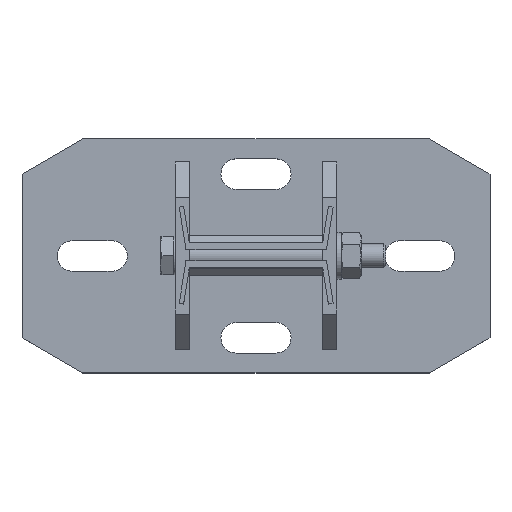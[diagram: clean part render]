
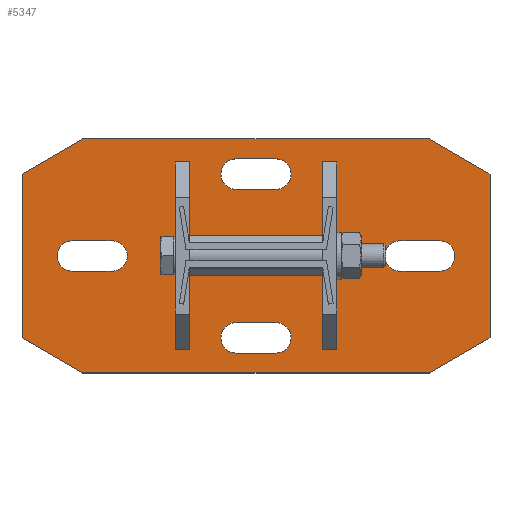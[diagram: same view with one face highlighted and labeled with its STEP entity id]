
A CAD part, top view. The second image highlights one B-rep face of the part: STEP entity #5347.
In plain terms, the highlighted planar face has unit normal (0, 0, 1).
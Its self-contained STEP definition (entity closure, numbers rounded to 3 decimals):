
#4762=DIRECTION('',(0.,1.,0.));
#4763=VECTOR('',#4762,70.);
#4764=CARTESIAN_POINT('',(-100.,-35.,0.));
#4765=LINE('',#4764,#4763);
#4770=DIRECTION('',(-0.866,0.5,0.));
#4771=VECTOR('',#4770,30.);
#4772=CARTESIAN_POINT('',(100.,35.,0.));
#4773=LINE('',#4772,#4771);
#4774=DIRECTION('',(0.866,0.5,0.));
#4775=VECTOR('',#4774,30.);
#4776=CARTESIAN_POINT('',(74.019,-50.,0.));
#4777=LINE('',#4776,#4775);
#4778=DIRECTION('',(0.866,-0.5,0.));
#4779=VECTOR('',#4778,30.);
#4780=CARTESIAN_POINT('',(-100.,-35.,0.));
#4781=LINE('',#4780,#4779);
#4782=DIRECTION('',(-0.866,-0.5,0.));
#4783=VECTOR('',#4782,30.);
#4784=CARTESIAN_POINT('',(-74.019,50.,0.));
#4785=LINE('',#4784,#4783);
#4786=DIRECTION('',(-1.,0.,0.));
#4787=VECTOR('',#4786,17.);
#4788=CARTESIAN_POINT('',(78.5,-6.5,0.));
#4789=LINE('',#4788,#4787);
#4790=CARTESIAN_POINT('',(78.5,0.,0.));
#4791=DIRECTION('',(0.,0.,-1.));
#4792=DIRECTION('',(1.,0.,0.));
#4793=AXIS2_PLACEMENT_3D('',#4790,#4791,#4792);
#4795=CARTESIAN_POINT('',(78.5,0.,0.));
#4796=DIRECTION('',(0.,0.,-1.));
#4797=DIRECTION('',(0.,1.,0.));
#4798=AXIS2_PLACEMENT_3D('',#4795,#4796,#4797);
#4800=DIRECTION('',(1.,0.,0.));
#4801=VECTOR('',#4800,17.);
#4802=CARTESIAN_POINT('',(61.5,6.5,0.));
#4803=LINE('',#4802,#4801);
#4804=CARTESIAN_POINT('',(61.5,0.,0.));
#4805=DIRECTION('',(0.,0.,-1.));
#4806=DIRECTION('',(0.,-1.,0.));
#4807=AXIS2_PLACEMENT_3D('',#4804,#4805,#4806);
#4809=DIRECTION('',(1.,0.,0.));
#4810=VECTOR('',#4809,17.);
#4811=CARTESIAN_POINT('',(-78.5,6.5,0.));
#4812=LINE('',#4811,#4810);
#4813=CARTESIAN_POINT('',(-78.5,0.,0.));
#4814=DIRECTION('',(0.,0.,-1.));
#4815=DIRECTION('',(-1.,0.,0.));
#4816=AXIS2_PLACEMENT_3D('',#4813,#4814,#4815);
#4818=CARTESIAN_POINT('',(-78.5,0.,0.));
#4819=DIRECTION('',(0.,0.,-1.));
#4820=DIRECTION('',(0.,-1.,0.));
#4821=AXIS2_PLACEMENT_3D('',#4818,#4819,#4820);
#4823=DIRECTION('',(-1.,0.,0.));
#4824=VECTOR('',#4823,17.);
#4825=CARTESIAN_POINT('',(-61.5,-6.5,0.));
#4826=LINE('',#4825,#4824);
#4827=CARTESIAN_POINT('',(-61.5,0.,0.));
#4828=DIRECTION('',(0.,0.,-1.));
#4829=DIRECTION('',(1.,0.,0.));
#4830=AXIS2_PLACEMENT_3D('',#4827,#4828,#4829);
#4832=CARTESIAN_POINT('',(-61.5,0.,0.));
#4833=DIRECTION('',(0.,0.,-1.));
#4834=DIRECTION('',(0.,1.,0.));
#4835=AXIS2_PLACEMENT_3D('',#4832,#4833,#4834);
#4837=DIRECTION('',(-1.,0.,0.));
#4838=VECTOR('',#4837,17.);
#4839=CARTESIAN_POINT('',(8.5,-41.5,0.));
#4840=LINE('',#4839,#4838);
#4841=CARTESIAN_POINT('',(8.5,-35.,0.));
#4842=DIRECTION('',(0.,0.,-1.));
#4843=DIRECTION('',(1.,0.,0.));
#4844=AXIS2_PLACEMENT_3D('',#4841,#4842,#4843);
#4846=CARTESIAN_POINT('',(8.5,-35.,0.));
#4847=DIRECTION('',(0.,0.,-1.));
#4848=DIRECTION('',(0.,1.,0.));
#4849=AXIS2_PLACEMENT_3D('',#4846,#4847,#4848);
#4851=DIRECTION('',(1.,0.,0.));
#4852=VECTOR('',#4851,17.);
#4853=CARTESIAN_POINT('',(-8.5,-28.5,0.));
#4854=LINE('',#4853,#4852);
#4855=CARTESIAN_POINT('',(-8.5,-35.,0.));
#4856=DIRECTION('',(0.,0.,-1.));
#4857=DIRECTION('',(-1.,0.,0.));
#4858=AXIS2_PLACEMENT_3D('',#4855,#4856,#4857);
#4860=CARTESIAN_POINT('',(-8.5,-35.,0.));
#4861=DIRECTION('',(0.,0.,-1.));
#4862=DIRECTION('',(0.,-1.,0.));
#4863=AXIS2_PLACEMENT_3D('',#4860,#4861,#4862);
#4865=DIRECTION('',(-1.,0.,0.));
#4866=VECTOR('',#4865,17.);
#4867=CARTESIAN_POINT('',(8.5,28.5,0.));
#4868=LINE('',#4867,#4866);
#4869=CARTESIAN_POINT('',(8.5,35.,0.));
#4870=DIRECTION('',(0.,0.,-1.));
#4871=DIRECTION('',(1.,0.,0.));
#4872=AXIS2_PLACEMENT_3D('',#4869,#4870,#4871);
#4874=CARTESIAN_POINT('',(8.5,35.,0.));
#4875=DIRECTION('',(0.,0.,-1.));
#4876=DIRECTION('',(0.,1.,0.));
#4877=AXIS2_PLACEMENT_3D('',#4874,#4875,#4876);
#4879=DIRECTION('',(1.,0.,0.));
#4880=VECTOR('',#4879,17.);
#4881=CARTESIAN_POINT('',(-8.5,41.5,0.));
#4882=LINE('',#4881,#4880);
#4883=CARTESIAN_POINT('',(-8.5,35.,0.));
#4884=DIRECTION('',(0.,0.,-1.));
#4885=DIRECTION('',(-1.,0.,0.));
#4886=AXIS2_PLACEMENT_3D('',#4883,#4884,#4885);
#4888=CARTESIAN_POINT('',(-8.5,35.,0.));
#4889=DIRECTION('',(0.,0.,-1.));
#4890=DIRECTION('',(0.,-1.,0.));
#4891=AXIS2_PLACEMENT_3D('',#4888,#4889,#4890);
#4893=DIRECTION('',(1.,0.,0.));
#4894=VECTOR('',#4893,148.038);
#4895=CARTESIAN_POINT('',(-74.019,50.,0.));
#4896=LINE('',#4895,#4894);
#5001=DIRECTION('',(-1.,0.,0.));
#5002=VECTOR('',#5001,148.038);
#5003=CARTESIAN_POINT('',(74.019,-50.,0.));
#5004=LINE('',#5003,#5002);
#5013=DIRECTION('',(0.,-1.,0.));
#5014=VECTOR('',#5013,70.);
#5015=CARTESIAN_POINT('',(100.,35.,0.));
#5016=LINE('',#5015,#5014);
#5171=CARTESIAN_POINT('',(78.5,-6.5,0.));
#5172=CARTESIAN_POINT('',(61.5,-6.5,0.));
#5173=VERTEX_POINT('',#5171);
#5174=VERTEX_POINT('',#5172);
#5175=CARTESIAN_POINT('',(61.5,6.5,0.));
#5176=VERTEX_POINT('',#5175);
#5177=CARTESIAN_POINT('',(78.5,6.5,0.));
#5178=VERTEX_POINT('',#5177);
#5179=CARTESIAN_POINT('',(85.,0.,0.));
#5180=VERTEX_POINT('',#5179);
#5181=CARTESIAN_POINT('',(-78.5,6.5,0.));
#5182=CARTESIAN_POINT('',(-61.5,6.5,0.));
#5183=VERTEX_POINT('',#5181);
#5184=VERTEX_POINT('',#5182);
#5185=CARTESIAN_POINT('',(-55.,0.,0.));
#5186=CARTESIAN_POINT('',(-61.5,-6.5,0.));
#5187=VERTEX_POINT('',#5185);
#5188=VERTEX_POINT('',#5186);
#5189=CARTESIAN_POINT('',(-78.5,-6.5,0.));
#5190=VERTEX_POINT('',#5189);
#5191=CARTESIAN_POINT('',(-85.,0.,0.));
#5192=VERTEX_POINT('',#5191);
#5193=CARTESIAN_POINT('',(8.5,-41.5,0.));
#5194=CARTESIAN_POINT('',(-8.5,-41.5,0.));
#5195=VERTEX_POINT('',#5193);
#5196=VERTEX_POINT('',#5194);
#5197=CARTESIAN_POINT('',(-15.,-35.,0.));
#5198=CARTESIAN_POINT('',(-8.5,-28.5,0.));
#5199=VERTEX_POINT('',#5197);
#5200=VERTEX_POINT('',#5198);
#5201=CARTESIAN_POINT('',(8.5,-28.5,0.));
#5202=VERTEX_POINT('',#5201);
#5203=CARTESIAN_POINT('',(15.,-35.,0.));
#5204=VERTEX_POINT('',#5203);
#5205=CARTESIAN_POINT('',(8.5,28.5,0.));
#5206=CARTESIAN_POINT('',(-8.5,28.5,0.));
#5207=VERTEX_POINT('',#5205);
#5208=VERTEX_POINT('',#5206);
#5209=CARTESIAN_POINT('',(-15.,35.,0.));
#5210=CARTESIAN_POINT('',(-8.5,41.5,0.));
#5211=VERTEX_POINT('',#5209);
#5212=VERTEX_POINT('',#5210);
#5213=CARTESIAN_POINT('',(8.5,41.5,0.));
#5214=VERTEX_POINT('',#5213);
#5215=CARTESIAN_POINT('',(15.,35.,0.));
#5216=VERTEX_POINT('',#5215);
#5223=CARTESIAN_POINT('',(-74.019,50.,0.));
#5224=CARTESIAN_POINT('',(74.019,50.,0.));
#5225=VERTEX_POINT('',#5223);
#5226=VERTEX_POINT('',#5224);
#5231=CARTESIAN_POINT('',(100.,35.,0.));
#5232=VERTEX_POINT('',#5231);
#5235=CARTESIAN_POINT('',(100.,-35.,0.));
#5236=VERTEX_POINT('',#5235);
#5239=CARTESIAN_POINT('',(74.019,-50.,0.));
#5240=VERTEX_POINT('',#5239);
#5243=CARTESIAN_POINT('',(-74.019,-50.,0.));
#5244=VERTEX_POINT('',#5243);
#5247=CARTESIAN_POINT('',(-100.,-35.,0.));
#5248=VERTEX_POINT('',#5247);
#5251=CARTESIAN_POINT('',(-100.,35.,0.));
#5252=VERTEX_POINT('',#5251);
#5271=CARTESIAN_POINT('',(100.,50.,0.));
#5272=DIRECTION('',(0.,0.,-1.));
#5273=DIRECTION('',(-1.,0.,0.));
#5274=AXIS2_PLACEMENT_3D('',#5271,#5272,#5273);
#5275=PLANE('',#5274);
#5277=ORIENTED_EDGE('',*,*,#5276,.T.);
#5279=ORIENTED_EDGE('',*,*,#5278,.F.);
#5281=ORIENTED_EDGE('',*,*,#5280,.T.);
#5283=ORIENTED_EDGE('',*,*,#5282,.F.);
#5285=ORIENTED_EDGE('',*,*,#5284,.T.);
#5287=ORIENTED_EDGE('',*,*,#5286,.F.);
#5288=ORIENTED_EDGE('',*,*,#5260,.T.);
#5290=ORIENTED_EDGE('',*,*,#5289,.F.);
#5291=EDGE_LOOP('',(#5277,#5279,#5281,#5283,#5285,#5287,#5288,#5290));
#5292=FACE_OUTER_BOUND('',#5291,.F.);
#5294=ORIENTED_EDGE('',*,*,#5293,.F.);
#5296=ORIENTED_EDGE('',*,*,#5295,.F.);
#5298=ORIENTED_EDGE('',*,*,#5297,.F.);
#5300=ORIENTED_EDGE('',*,*,#5299,.F.);
#5302=ORIENTED_EDGE('',*,*,#5301,.F.);
#5303=EDGE_LOOP('',(#5294,#5296,#5298,#5300,#5302));
#5304=FACE_BOUND('',#5303,.F.);
#5306=ORIENTED_EDGE('',*,*,#5305,.F.);
#5308=ORIENTED_EDGE('',*,*,#5307,.F.);
#5310=ORIENTED_EDGE('',*,*,#5309,.F.);
#5312=ORIENTED_EDGE('',*,*,#5311,.F.);
#5314=ORIENTED_EDGE('',*,*,#5313,.F.);
#5316=ORIENTED_EDGE('',*,*,#5315,.F.);
#5317=EDGE_LOOP('',(#5306,#5308,#5310,#5312,#5314,#5316));
#5318=FACE_BOUND('',#5317,.F.);
#5320=ORIENTED_EDGE('',*,*,#5319,.F.);
#5322=ORIENTED_EDGE('',*,*,#5321,.F.);
#5324=ORIENTED_EDGE('',*,*,#5323,.F.);
#5326=ORIENTED_EDGE('',*,*,#5325,.F.);
#5328=ORIENTED_EDGE('',*,*,#5327,.F.);
#5330=ORIENTED_EDGE('',*,*,#5329,.F.);
#5331=EDGE_LOOP('',(#5320,#5322,#5324,#5326,#5328,#5330));
#5332=FACE_BOUND('',#5331,.F.);
#5334=ORIENTED_EDGE('',*,*,#5333,.F.);
#5336=ORIENTED_EDGE('',*,*,#5335,.F.);
#5338=ORIENTED_EDGE('',*,*,#5337,.F.);
#5340=ORIENTED_EDGE('',*,*,#5339,.F.);
#5342=ORIENTED_EDGE('',*,*,#5341,.F.);
#5344=ORIENTED_EDGE('',*,*,#5343,.F.);
#5345=EDGE_LOOP('',(#5334,#5336,#5338,#5340,#5342,#5344));
#5346=FACE_BOUND('',#5345,.F.);
#5347=ADVANCED_FACE('',(#5292,#5304,#5318,#5332,#5346),#5275,.F.);
#4794=CIRCLE('',#4793,6.5);
#4799=CIRCLE('',#4798,6.5);
#4808=CIRCLE('',#4807,6.5);
#4817=CIRCLE('',#4816,6.5);
#4822=CIRCLE('',#4821,6.5);
#4831=CIRCLE('',#4830,6.5);
#4836=CIRCLE('',#4835,6.5);
#4845=CIRCLE('',#4844,6.5);
#4850=CIRCLE('',#4849,6.5);
#4859=CIRCLE('',#4858,6.5);
#4864=CIRCLE('',#4863,6.5);
#4873=CIRCLE('',#4872,6.5);
#4878=CIRCLE('',#4877,6.5);
#4887=CIRCLE('',#4886,6.5);
#4892=CIRCLE('',#4891,6.5);
#5260=EDGE_CURVE('',#5248,#5252,#4765,.T.);
#5276=EDGE_CURVE('',#5225,#5226,#4896,.T.);
#5278=EDGE_CURVE('',#5232,#5226,#4773,.T.);
#5280=EDGE_CURVE('',#5232,#5236,#5016,.T.);
#5282=EDGE_CURVE('',#5240,#5236,#4777,.T.);
#5284=EDGE_CURVE('',#5240,#5244,#5004,.T.);
#5286=EDGE_CURVE('',#5248,#5244,#4781,.T.);
#5289=EDGE_CURVE('',#5225,#5252,#4785,.T.);
#5293=EDGE_CURVE('',#5173,#5174,#4789,.T.);
#5295=EDGE_CURVE('',#5180,#5173,#4794,.T.);
#5297=EDGE_CURVE('',#5178,#5180,#4799,.T.);
#5299=EDGE_CURVE('',#5176,#5178,#4803,.T.);
#5301=EDGE_CURVE('',#5174,#5176,#4808,.T.);
#5305=EDGE_CURVE('',#5183,#5184,#4812,.T.);
#5307=EDGE_CURVE('',#5192,#5183,#4817,.T.);
#5309=EDGE_CURVE('',#5190,#5192,#4822,.T.);
#5311=EDGE_CURVE('',#5188,#5190,#4826,.T.);
#5313=EDGE_CURVE('',#5187,#5188,#4831,.T.);
#5315=EDGE_CURVE('',#5184,#5187,#4836,.T.);
#5319=EDGE_CURVE('',#5195,#5196,#4840,.T.);
#5321=EDGE_CURVE('',#5204,#5195,#4845,.T.);
#5323=EDGE_CURVE('',#5202,#5204,#4850,.T.);
#5325=EDGE_CURVE('',#5200,#5202,#4854,.T.);
#5327=EDGE_CURVE('',#5199,#5200,#4859,.T.);
#5329=EDGE_CURVE('',#5196,#5199,#4864,.T.);
#5333=EDGE_CURVE('',#5207,#5208,#4868,.T.);
#5335=EDGE_CURVE('',#5216,#5207,#4873,.T.);
#5337=EDGE_CURVE('',#5214,#5216,#4878,.T.);
#5339=EDGE_CURVE('',#5212,#5214,#4882,.T.);
#5341=EDGE_CURVE('',#5211,#5212,#4887,.T.);
#5343=EDGE_CURVE('',#5208,#5211,#4892,.T.);
